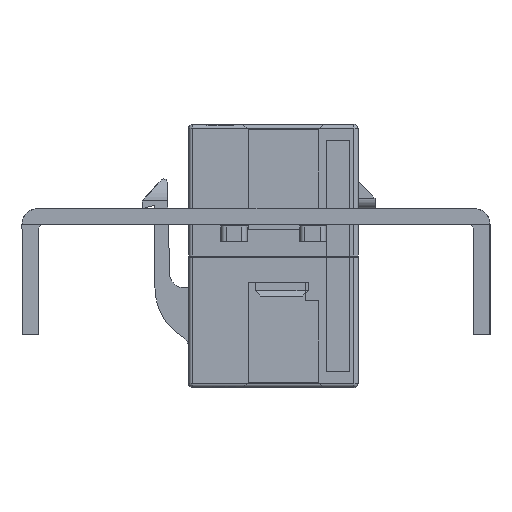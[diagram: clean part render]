
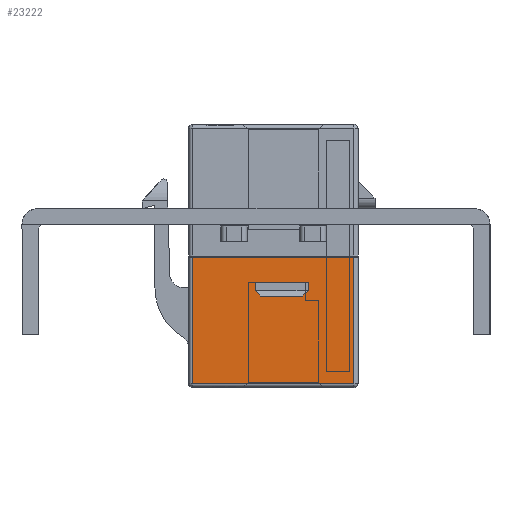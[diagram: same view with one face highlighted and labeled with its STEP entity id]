
A CAD part, left-side view. The second image highlights one B-rep face of the part: STEP entity #23222.
In plain terms, the highlighted planar face has unit normal (-1, 0, 0).
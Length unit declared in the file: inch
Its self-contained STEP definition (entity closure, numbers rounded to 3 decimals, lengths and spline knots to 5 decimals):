
#161 = ORIENTED_EDGE ( 'NONE', *, *, #11558, .T. ) ;
#207 = LINE ( 'NONE', #21542, #22751 ) ;
#411 = VECTOR ( 'NONE', #10565, 39.37008 ) ;
#526 = CARTESIAN_POINT ( 'NONE',  ( -0.2874, 0.30118, 0.49213 ) ) ;
#623 = DIRECTION ( 'NONE',  ( 0., 0., -1. ) ) ;
#850 = PLANE ( 'NONE',  #21011 ) ;
#1049 = CARTESIAN_POINT ( 'NONE',  ( -0.2874, -0.12992, -0.12992 ) ) ;
#1490 = CARTESIAN_POINT ( 'NONE',  ( -0.2874, -0.30118, 0.49213 ) ) ;
#1750 = CARTESIAN_POINT ( 'NONE',  ( -0.2874, 0.06693, -0.09843 ) ) ;
#2187 = VECTOR ( 'NONE', #4724, 39.37008 ) ;
#2420 = EDGE_LOOP ( 'NONE', ( #17877, #9415, #11328, #18949 ) ) ;
#2502 = DIRECTION ( 'NONE',  ( 1., 0., 0. ) ) ;
#2673 = CARTESIAN_POINT ( 'NONE',  ( -0.2874, -0.12992, -0.12992 ) ) ;
#2905 = CARTESIAN_POINT ( 'NONE',  ( -0.2874, 0.04724, -0.14961 ) ) ;
#3494 = ORIENTED_EDGE ( 'NONE', *, *, #15850, .T. ) ;
#3715 = VECTOR ( 'NONE', #20809, 39.37008 ) ;
#3831 = EDGE_CURVE ( 'NONE', #23332, #17924, #10922, .T. ) ;
#3958 = LINE ( 'NONE', #11406, #20860 ) ;
#4056 = VECTOR ( 'NONE', #22939, 39.37008 ) ;
#4499 = CARTESIAN_POINT ( 'NONE',  ( -0.2874, -0.30118, -0.47638 ) ) ;
#4643 = EDGE_CURVE ( 'NONE', #12869, #12938, #6153, .T. ) ;
#4724 = DIRECTION ( 'NONE',  ( 0., 0.707, -0.707 ) ) ;
#4739 = CARTESIAN_POINT ( 'NONE',  ( -0.2874, -0.31693, 0.49213 ) ) ;
#4937 = CARTESIAN_POINT ( 'NONE',  ( -0.2874, -0.11024, -0.14961 ) ) ;
#5126 = CARTESIAN_POINT ( 'NONE',  ( -0.2874, 0.06693, -0.12992 ) ) ;
#5495 = EDGE_CURVE ( 'NONE', #15927, #17267, #6448, .T. ) ;
#5576 = EDGE_CURVE ( 'NONE', #12938, #15927, #12210, .T. ) ;
#5947 = DIRECTION ( 'NONE',  ( 0., 0., -1. ) ) ;
#6153 = LINE ( 'NONE', #8162, #2187 ) ;
#6448 = LINE ( 'NONE', #15551, #3715 ) ;
#6502 = VECTOR ( 'NONE', #5947, 39.37008 ) ;
#7310 = CARTESIAN_POINT ( 'NONE',  ( -0.2874, 0.30118, -0.47638 ) ) ;
#8162 = CARTESIAN_POINT ( 'NONE',  ( -0.2874, -0.11024, -0.14961 ) ) ;
#9277 = VECTOR ( 'NONE', #20511, 39.37008 ) ;
#9415 = ORIENTED_EDGE ( 'NONE', *, *, #11455, .T. ) ;
#9623 = VECTOR ( 'NONE', #9881, 39.37008 ) ;
#9809 = CARTESIAN_POINT ( 'NONE',  ( -0.2874, -0.31693, -0.47638 ) ) ;
#9881 = DIRECTION ( 'NONE',  ( 0., 0., -1. ) ) ;
#9969 = CARTESIAN_POINT ( 'NONE',  ( -0.2874, 0.06693, -0.09843 ) ) ;
#10273 = ORIENTED_EDGE ( 'NONE', *, *, #13067, .T. ) ;
#10565 = DIRECTION ( 'NONE',  ( 0., 0., 1. ) ) ;
#10922 = LINE ( 'NONE', #1490, #411 ) ;
#11328 = ORIENTED_EDGE ( 'NONE', *, *, #16902, .T. ) ;
#11406 = CARTESIAN_POINT ( 'NONE',  ( -0.2874, -0.30118, -0.00394 ) ) ;
#11455 = EDGE_CURVE ( 'NONE', #13783, #14586, #16476, .T. ) ;
#11502 = DIRECTION ( 'NONE',  ( 0., 0., 1. ) ) ;
#11558 = EDGE_CURVE ( 'NONE', #17267, #17956, #15523, .T. ) ;
#11958 = EDGE_LOOP ( 'NONE', ( #161, #10273, #3494, #20866, #19017, #13698 ) ) ;
#12210 = LINE ( 'NONE', #21504, #4056 ) ;
#12869 = VERTEX_POINT ( 'NONE', #1049 ) ;
#12909 = VECTOR ( 'NONE', #11502, 39.37008 ) ;
#12938 = VERTEX_POINT ( 'NONE', #4937 ) ;
#13054 = DIRECTION ( 'NONE',  ( 0., -1., 0. ) ) ;
#13067 = EDGE_CURVE ( 'NONE', #17956, #14620, #207, .T. ) ;
#13698 = ORIENTED_EDGE ( 'NONE', *, *, #5495, .T. ) ;
#13783 = VERTEX_POINT ( 'NONE', #16569 ) ;
#14586 = VERTEX_POINT ( 'NONE', #7310 ) ;
#14620 = VERTEX_POINT ( 'NONE', #23228 ) ;
#15523 = LINE ( 'NONE', #9969, #12909 ) ;
#15551 = CARTESIAN_POINT ( 'NONE',  ( -0.2874, 0.06693, -0.12992 ) ) ;
#15850 = EDGE_CURVE ( 'NONE', #14620, #12869, #18833, .T. ) ;
#15927 = VERTEX_POINT ( 'NONE', #2905 ) ;
#15937 = CARTESIAN_POINT ( 'NONE',  ( -0.2874, -0.30118, -0.00394 ) ) ;
#16476 = LINE ( 'NONE', #526, #6502 ) ;
#16569 = CARTESIAN_POINT ( 'NONE',  ( -0.2874, 0.30118, -0.00394 ) ) ;
#16902 = EDGE_CURVE ( 'NONE', #14586, #23332, #22870, .T. ) ;
#17267 = VERTEX_POINT ( 'NONE', #5126 ) ;
#17877 = ORIENTED_EDGE ( 'NONE', *, *, #18159, .F. ) ;
#17924 = VERTEX_POINT ( 'NONE', #15937 ) ;
#17956 = VERTEX_POINT ( 'NONE', #1750 ) ;
#18159 = EDGE_CURVE ( 'NONE', #13783, #17924, #3958, .T. ) ;
#18671 = FACE_BOUND ( 'NONE', #11958, .T. ) ;
#18833 = LINE ( 'NONE', #2673, #9623 ) ;
#18949 = ORIENTED_EDGE ( 'NONE', *, *, #3831, .T. ) ;
#19017 = ORIENTED_EDGE ( 'NONE', *, *, #5576, .T. ) ;
#20511 = DIRECTION ( 'NONE',  ( 0., -1., 0. ) ) ;
#20809 = DIRECTION ( 'NONE',  ( 0., 0.707, 0.707 ) ) ;
#20860 = VECTOR ( 'NONE', #13054, 39.37008 ) ;
#20866 = ORIENTED_EDGE ( 'NONE', *, *, #4643, .T. ) ;
#21011 = AXIS2_PLACEMENT_3D ( 'NONE', #4739, #2502, #623 ) ;
#21504 = CARTESIAN_POINT ( 'NONE',  ( -0.2874, 0.04724, -0.14961 ) ) ;
#21542 = CARTESIAN_POINT ( 'NONE',  ( -0.2874, 0.06693, -0.09843 ) ) ;
#22426 = FACE_OUTER_BOUND ( 'NONE', #2420, .T. ) ;
#22751 = VECTOR ( 'NONE', #23319, 39.37008 ) ;
#22870 = LINE ( 'NONE', #9809, #9277 ) ;
#22939 = DIRECTION ( 'NONE',  ( 0., 1., 0. ) ) ;
#23222 = ADVANCED_FACE ( 'NONE', ( #18671, #22426 ), #850, .F. ) ;
#23228 = CARTESIAN_POINT ( 'NONE',  ( -0.2874, -0.12992, -0.09843 ) ) ;
#23319 = DIRECTION ( 'NONE',  ( 0., -1., 0. ) ) ;
#23332 = VERTEX_POINT ( 'NONE', #4499 ) ;
